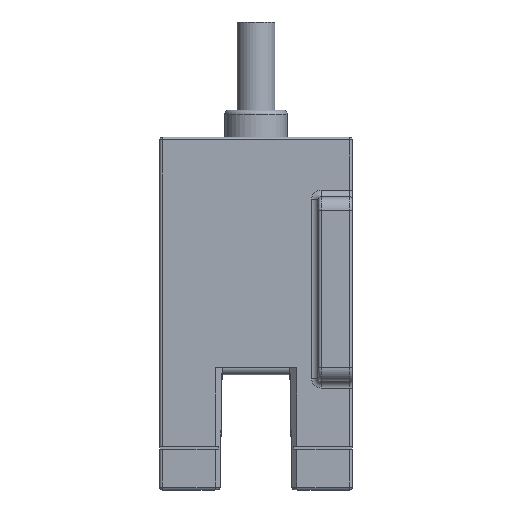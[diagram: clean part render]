
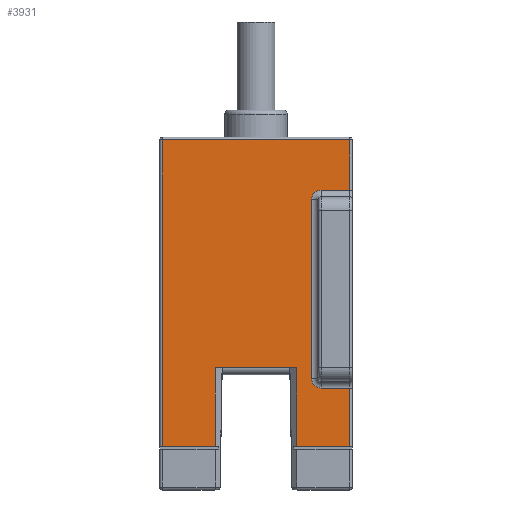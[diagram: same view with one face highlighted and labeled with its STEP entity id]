
A CAD part, top view. The second image highlights one B-rep face of the part: STEP entity #3931.
In plain terms, the highlighted planar face has unit normal (0, 0, 1).
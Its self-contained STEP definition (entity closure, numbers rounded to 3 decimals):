
#512=CARTESIAN_POINT('',(12.15,8.4,3.35));
#513=DIRECTION('',(0.,0.,-1.));
#514=DIRECTION('',(-1.,0.,0.));
#515=AXIS2_PLACEMENT_3D('',#512,#513,#514);
#532=CARTESIAN_POINT('',(12.15,-4.8,3.35));
#533=DIRECTION('',(0.,0.,-1.));
#534=DIRECTION('',(0.,-1.,0.));
#535=AXIS2_PLACEMENT_3D('',#532,#533,#534);
#574=DIRECTION('',(1.,0.,0.));
#575=VECTOR('',#574,3.9);
#576=CARTESIAN_POINT('',(10.35,-9.8,3.35));
#577=LINE('',#576,#575);
#817=DIRECTION('',(1.,0.,0.));
#818=VECTOR('',#817,2.1);
#819=CARTESIAN_POINT('',(12.15,9.1,3.35));
#820=LINE('',#819,#818);
#821=DIRECTION('',(0.,1.,0.));
#822=VECTOR('',#821,13.2);
#823=CARTESIAN_POINT('',(11.45,-4.8,3.35));
#824=LINE('',#823,#822);
#825=DIRECTION('',(-1.,0.,0.));
#826=VECTOR('',#825,2.1);
#827=CARTESIAN_POINT('',(14.25,-5.5,3.35));
#828=LINE('',#827,#826);
#829=DIRECTION('',(0.,-1.,0.));
#830=VECTOR('',#829,4.3);
#831=CARTESIAN_POINT('',(14.25,-5.5,3.35));
#832=LINE('',#831,#830);
#833=DIRECTION('',(0.,1.,0.));
#834=VECTOR('',#833,5.8);
#835=CARTESIAN_POINT('',(10.35,-9.8,3.35));
#836=LINE('',#835,#834);
#837=DIRECTION('',(0.,-1.,0.));
#838=VECTOR('',#837,5.8);
#839=CARTESIAN_POINT('',(4.35,-4.,3.35));
#840=LINE('',#839,#838);
#841=DIRECTION('',(0.,-1.,0.));
#842=VECTOR('',#841,22.6);
#843=CARTESIAN_POINT('',(0.45,12.8,3.35));
#844=LINE('',#843,#842);
#845=DIRECTION('',(1.,0.,0.));
#846=VECTOR('',#845,13.8);
#847=CARTESIAN_POINT('',(0.45,12.8,3.35));
#848=LINE('',#847,#846);
#939=DIRECTION('',(1.,0.,0.));
#940=VECTOR('',#939,6.);
#941=CARTESIAN_POINT('',(4.35,-4.,3.35));
#942=LINE('',#941,#940);
#1492=DIRECTION('',(1.,0.,0.));
#1493=VECTOR('',#1492,3.9);
#1494=CARTESIAN_POINT('',(0.45,-9.8,3.35));
#1495=LINE('',#1494,#1493);
#1851=DIRECTION('',(0.,1.,0.));
#1852=VECTOR('',#1851,3.7);
#1853=CARTESIAN_POINT('',(14.25,9.1,3.35));
#1854=LINE('',#1853,#1852);
#2215=CARTESIAN_POINT('',(10.35,-9.8,3.35));
#2216=CARTESIAN_POINT('',(10.35,-4.,3.35));
#2217=VERTEX_POINT('',#2215);
#2218=VERTEX_POINT('',#2216);
#2229=CARTESIAN_POINT('',(4.35,-9.8,3.35));
#2231=VERTEX_POINT('',#2229);
#2233=CARTESIAN_POINT('',(4.35,-4.,3.35));
#2234=VERTEX_POINT('',#2233);
#2271=CARTESIAN_POINT('',(0.45,-9.8,3.35));
#2273=VERTEX_POINT('',#2271);
#2277=CARTESIAN_POINT('',(0.45,12.8,3.35));
#2278=VERTEX_POINT('',#2277);
#2295=CARTESIAN_POINT('',(14.25,12.8,3.35));
#2296=VERTEX_POINT('',#2295);
#2300=CARTESIAN_POINT('',(14.25,-9.8,3.35));
#2302=VERTEX_POINT('',#2300);
#2320=CARTESIAN_POINT('',(14.25,9.1,3.35));
#2322=VERTEX_POINT('',#2320);
#2349=CARTESIAN_POINT('',(14.25,-5.5,3.35));
#2350=VERTEX_POINT('',#2349);
#2375=CARTESIAN_POINT('',(12.15,-5.5,3.35));
#2376=VERTEX_POINT('',#2375);
#2377=CARTESIAN_POINT('',(11.45,-4.8,3.35));
#2378=VERTEX_POINT('',#2377);
#2379=CARTESIAN_POINT('',(11.45,8.4,3.35));
#2380=VERTEX_POINT('',#2379);
#2381=CARTESIAN_POINT('',(12.15,9.1,3.35));
#2382=VERTEX_POINT('',#2381);
#3904=CARTESIAN_POINT('',(0.,13.,3.35));
#3905=DIRECTION('',(0.,0.,1.));
#3906=DIRECTION('',(0.,-1.,0.));
#3907=AXIS2_PLACEMENT_3D('',#3904,#3905,#3906);
#3908=PLANE('',#3907);
#3909=ORIENTED_EDGE('',*,*,#3409,.F.);
#3910=ORIENTED_EDGE('',*,*,#3421,.F.);
#3911=ORIENTED_EDGE('',*,*,#3435,.F.);
#3912=ORIENTED_EDGE('',*,*,#3449,.F.);
#3913=ORIENTED_EDGE('',*,*,#3464,.F.);
#3914=ORIENTED_EDGE('',*,*,#3495,.T.);
#3915=ORIENTED_EDGE('',*,*,#3510,.F.);
#3917=ORIENTED_EDGE('',*,*,#3916,.T.);
#3919=ORIENTED_EDGE('',*,*,#3918,.F.);
#3920=ORIENTED_EDGE('',*,*,#3895,.T.);
#3922=ORIENTED_EDGE('',*,*,#3921,.F.);
#3924=ORIENTED_EDGE('',*,*,#3923,.F.);
#3926=ORIENTED_EDGE('',*,*,#3925,.T.);
#3928=ORIENTED_EDGE('',*,*,#3927,.F.);
#3929=EDGE_LOOP('',(#3909,#3910,#3911,#3912,#3913,#3914,#3915,#3917,#3919,#3920,
#3922,#3924,#3926,#3928));
#3930=FACE_OUTER_BOUND('',#3929,.F.);
#3931=ADVANCED_FACE('',(#3930),#3908,.T.);
#516=CIRCLE('',#515,0.7);
#536=CIRCLE('',#535,0.7);
#3409=EDGE_CURVE('',#2382,#2322,#820,.T.);
#3421=EDGE_CURVE('',#2380,#2382,#516,.T.);
#3435=EDGE_CURVE('',#2378,#2380,#824,.T.);
#3449=EDGE_CURVE('',#2376,#2378,#536,.T.);
#3464=EDGE_CURVE('',#2350,#2376,#828,.T.);
#3495=EDGE_CURVE('',#2350,#2302,#832,.T.);
#3510=EDGE_CURVE('',#2217,#2302,#577,.T.);
#3895=EDGE_CURVE('',#2234,#2231,#840,.T.);
#3916=EDGE_CURVE('',#2217,#2218,#836,.T.);
#3918=EDGE_CURVE('',#2234,#2218,#942,.T.);
#3921=EDGE_CURVE('',#2273,#2231,#1495,.T.);
#3923=EDGE_CURVE('',#2278,#2273,#844,.T.);
#3925=EDGE_CURVE('',#2278,#2296,#848,.T.);
#3927=EDGE_CURVE('',#2322,#2296,#1854,.T.);
